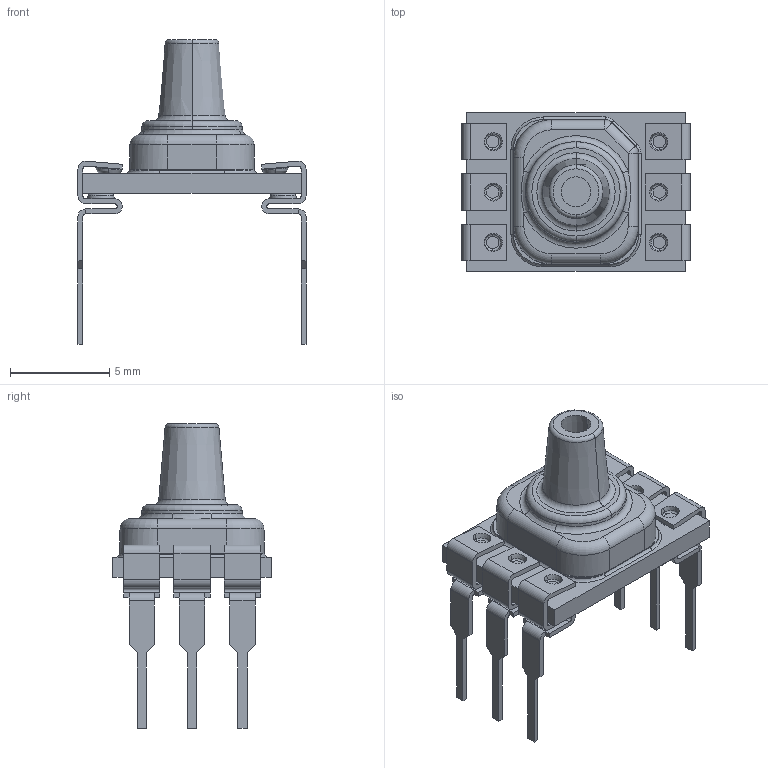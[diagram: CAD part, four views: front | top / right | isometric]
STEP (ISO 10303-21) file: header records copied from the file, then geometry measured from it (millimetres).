
FILE_DESCRIPTION((''),'2;1');
FILE_NAME('32303576_DRY','2015-04-28T',('H116907'),(''),'PRO/ENGINEER BY PARAMETRIC TECHNOLOGY CORPORATION, 2013410','PRO/ENGINEER BY PARAMETRIC TECHNOLOGY CORPORATION, 2013410','');
FILE_SCHEMA(('CONFIG_CONTROL_DESIGN'));
Length unit declared in the file: millimetre
Products named in the file (1): 32303576_DRY
Bounding box: 11.5 x 8 x 15.37 mm (x, y, z)
Volume: 241.6 mm3; surface area: 567.3 mm2
Topology: 1 solids, 1 shells, 361 faces, 969 edges, 624 vertices
Faces by surface type: plane 181, cylinder 70, cone 54, torus 40, bspline 14, sphere 2
Entity records: 12320 total; most frequent: CARTESIAN_POINT 2967, DIRECTION 2019, ORIENTED_EDGE 1934, EDGE_CURVE 967, AXIS2_PLACEMENT_3D 733, VERTEX_POINT 624, VECTOR 553, LINE 553
